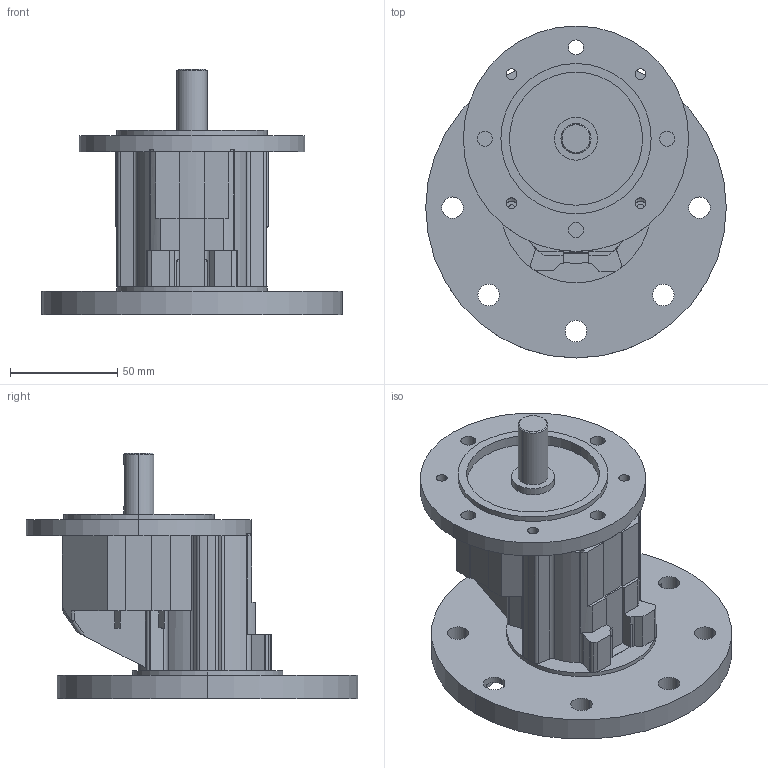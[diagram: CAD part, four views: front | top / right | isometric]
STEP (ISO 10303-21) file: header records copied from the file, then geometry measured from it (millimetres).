
FILE_DESCRIPTION (( 'STEP AP203' ), '1' );
FILE_NAME ('Prerreductor PM 63 B5.STEP', '2016-06-23T07:02:01', ( 'Usuario' ), ( '' ), 'SwSTEP 2.0', 'SolidWorks 2015', '' );
FILE_SCHEMA (( 'CONFIG_CONTROL_DESIGN' ));
Length unit declared in the file: millimetre
Products named in the file (4): prerreductor; brida b5 pm; hexagonal brida; Prerreductor PM 63 B5
Assembly tree (8 placements, depth 2):
  Prerreductor PM 63 B5
    prerreductor
    brida b5 pm
    hexagonal brida  x6
Bounding box: 140 x 154.5 x 114.5 mm (x, y, z)
Volume: 445816 mm3; surface area: 99703.6 mm2
Topology: 9 solids, 9 shells, 451 faces, 1156 edges, 750 vertices
Faces by surface type: plane 213, cylinder 211, cone 20, bspline 3, torus 2, sphere 2
Entity records: 13132 total; most frequent: CARTESIAN_POINT 2418, DIRECTION 2252, ORIENTED_EDGE 2064, EDGE_CURVE 1032, AXIS2_PLACEMENT_3D 851, VERTEX_POINT 670, LINE 550, VECTOR 550
